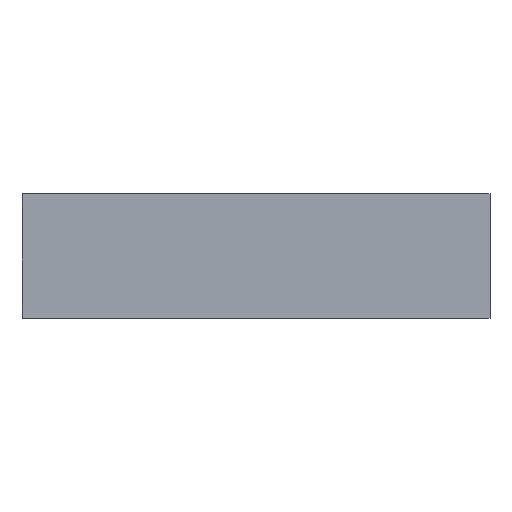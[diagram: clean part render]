
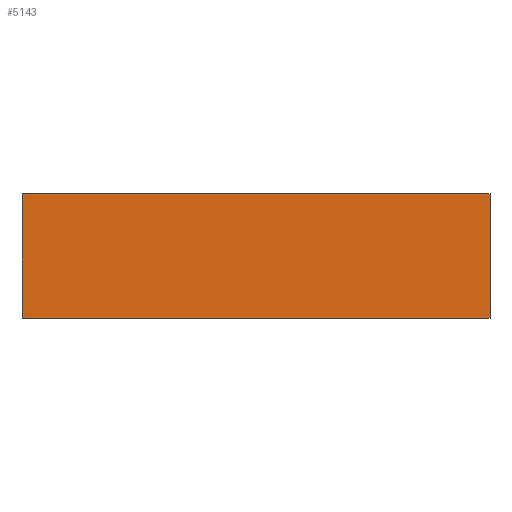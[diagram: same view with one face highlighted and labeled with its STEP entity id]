
A CAD part, top view. The second image highlights one B-rep face of the part: STEP entity #5143.
In plain terms, the highlighted planar face has unit normal (0, 0, 1).
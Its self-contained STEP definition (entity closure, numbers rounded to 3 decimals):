
#5123=AXIS2_PLACEMENT_3D('Plane Axis2P3D',#5120,#5121,#5122) ;
#4642=CARTESIAN_POINT('Vertex',(0.,0.,31.6)) ;
#4645=CARTESIAN_POINT('Line Origine',(0.,1.4,31.6)) ;
#4649=CARTESIAN_POINT('Vertex',(0.,2.8,31.6)) ;
#5101=CARTESIAN_POINT('Line Origine',(5.25,0.,31.6)) ;
#5105=CARTESIAN_POINT('Vertex',(10.5,0.,31.6)) ;
#5120=CARTESIAN_POINT('Axis2P3D Location',(57.1,2.8,31.6)) ;
#5125=CARTESIAN_POINT('Line Origine',(5.25,2.8,31.6)) ;
#5129=CARTESIAN_POINT('Vertex',(10.5,2.8,31.6)) ;
#5132=CARTESIAN_POINT('Line Origine',(10.5,1.4,31.6)) ;
#4646=DIRECTION('Vector Direction',(0.,-1.,0.)) ;
#5102=DIRECTION('Vector Direction',(-1.,0.,0.)) ;
#5121=DIRECTION('Axis2P3D Direction',(0.,0.,-1.)) ;
#5122=DIRECTION('Axis2P3D XDirection',(0.,-1.,0.)) ;
#5126=DIRECTION('Vector Direction',(-1.,0.,0.)) ;
#5133=DIRECTION('Vector Direction',(0.,-1.,0.)) ;
#4647=VECTOR('Line Direction',#4646,1.) ;
#5103=VECTOR('Line Direction',#5102,1.) ;
#5127=VECTOR('Line Direction',#5126,1.) ;
#5134=VECTOR('Line Direction',#5133,1.) ;
#5138=ORIENTED_EDGE('',*,*,#5131,.F.) ;
#5139=ORIENTED_EDGE('',*,*,#4651,.T.) ;
#5140=ORIENTED_EDGE('',*,*,#5107,.T.) ;
#5141=ORIENTED_EDGE('',*,*,#5136,.F.) ;
#5143=ADVANCED_FACE('Kunststoff',(#5142),#5124,.F.) ;
#4651=EDGE_CURVE('',#4650,#4643,#4648,.T.) ;
#5107=EDGE_CURVE('',#4643,#5106,#5104,.F.) ;
#5131=EDGE_CURVE('',#4650,#5130,#5128,.F.) ;
#5136=EDGE_CURVE('',#5130,#5106,#5135,.T.) ;
#5137=EDGE_LOOP('',(#5138,#5139,#5140,#5141)) ;
#5142=FACE_OUTER_BOUND('',#5137,.T.) ;
#4648=LINE('Line',#4645,#4647) ;
#5104=LINE('Line',#5101,#5103) ;
#5128=LINE('Line',#5125,#5127) ;
#5135=LINE('Line',#5132,#5134) ;
#5124=PLANE('',#5123) ;
#4643=VERTEX_POINT('',#4642) ;
#4650=VERTEX_POINT('',#4649) ;
#5106=VERTEX_POINT('',#5105) ;
#5130=VERTEX_POINT('',#5129) ;
